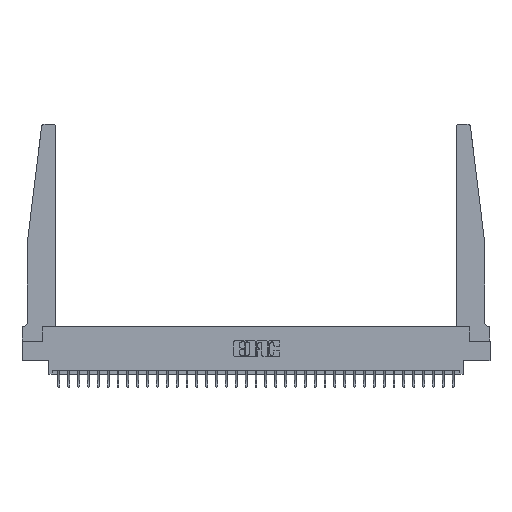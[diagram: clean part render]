
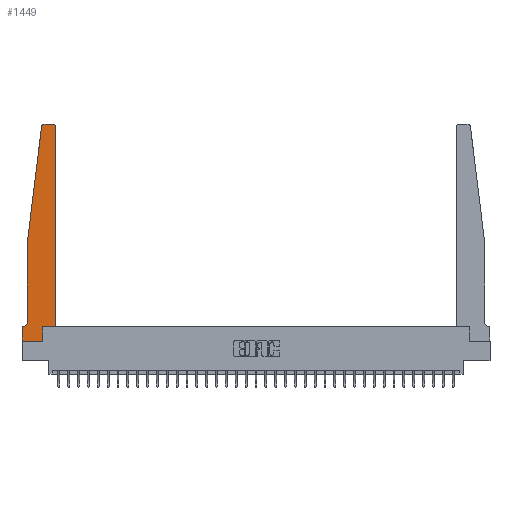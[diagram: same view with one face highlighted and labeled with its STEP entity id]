
A CAD part, top view. The second image highlights one B-rep face of the part: STEP entity #1449.
In plain terms, the highlighted planar face has unit normal (0, 0, 1).
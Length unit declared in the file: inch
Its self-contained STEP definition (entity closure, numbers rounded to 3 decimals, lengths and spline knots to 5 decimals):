
#7 = CARTESIAN_POINT ( 'NONE',  ( 0.395, 2.72, 0.37 ) ) ;
#947 = EDGE_CURVE ( 'NONE', #29634, #16455, #6004, .T. ) ;
#978 = AXIS2_PLACEMENT_3D ( 'NONE', #18407, #20900, #6144 ) ;
#1030 = LINE ( 'NONE', #7408, #6877 ) ;
#1130 = PLANE ( 'NONE',  #978 ) ;
#1449 = ADVANCED_FACE ( 'NONE', ( #23445 ), #1130, .T. ) ;
#1575 = EDGE_CURVE ( 'NONE', #14634, #11266, #27358, .T. ) ;
#1680 = EDGE_CURVE ( 'NONE', #5890, #11315, #3733, .T. ) ;
#1894 = DIRECTION ( 'NONE',  ( 0., 1., 0. ) ) ;
#1951 = VECTOR ( 'NONE', #27708, 39.37008 ) ;
#2094 = VECTOR ( 'NONE', #31799, 39.37008 ) ;
#2178 = ORIENTED_EDGE ( 'NONE', *, *, #29385, .T. ) ;
#2509 = DIRECTION ( 'NONE',  ( 1., 0., 0. ) ) ;
#2794 = EDGE_CURVE ( 'NONE', #18866, #29747, #7900, .T. ) ;
#3038 = CARTESIAN_POINT ( 'NONE',  ( 0.065, 1.25, 0.37 ) ) ;
#3112 = CIRCLE ( 'NONE', #3625, 0.05 ) ;
#3625 = AXIS2_PLACEMENT_3D ( 'NONE', #28975, #14154, #31441 ) ;
#3733 = LINE ( 'NONE', #4288, #29267 ) ;
#3870 = DIRECTION ( 'NONE',  ( 0., -1., 0. ) ) ;
#4137 = DIRECTION ( 'NONE',  ( 0., -1., 0. ) ) ;
#4288 = CARTESIAN_POINT ( 'NONE',  ( 0.425, 0.18, 0.37 ) ) ;
#5235 = VECTOR ( 'NONE', #14077, 39.37008 ) ;
#5890 = VERTEX_POINT ( 'NONE', #8796 ) ;
#6004 = LINE ( 'NONE', #6609, #5235 ) ;
#6144 = DIRECTION ( 'NONE',  ( 1., 0., 0. ) ) ;
#6507 = VERTEX_POINT ( 'NONE', #30694 ) ;
#6609 = CARTESIAN_POINT ( 'NONE',  ( 0.2605, 0.18, 0.37 ) ) ;
#6792 = CARTESIAN_POINT ( 'NONE',  ( 0.065, 0.2375, 0.37 ) ) ;
#6877 = VECTOR ( 'NONE', #29668, 39.37008 ) ;
#7408 = CARTESIAN_POINT ( 'NONE',  ( 0.425, 0.18, 0.37 ) ) ;
#7605 = LINE ( 'NONE', #13889, #13438 ) ;
#7811 = EDGE_CURVE ( 'NONE', #22823, #24607, #3112, .T. ) ;
#7900 = LINE ( 'NONE', #21507, #26095 ) ;
#7973 = ORIENTED_EDGE ( 'NONE', *, *, #1575, .T. ) ;
#8189 = CARTESIAN_POINT ( 'NONE',  ( 0., 0.1875, 0.37 ) ) ;
#8796 = CARTESIAN_POINT ( 'NONE',  ( 0.425, 0.18, 0.37 ) ) ;
#9161 = CARTESIAN_POINT ( 'NONE',  ( 0.015, 0.1875, 0.37 ) ) ;
#9541 = ORIENTED_EDGE ( 'NONE', *, *, #7811, .T. ) ;
#9722 = EDGE_CURVE ( 'NONE', #6507, #18866, #30444, .T. ) ;
#9910 = ORIENTED_EDGE ( 'NONE', *, *, #1680, .T. ) ;
#10683 = ORIENTED_EDGE ( 'NONE', *, *, #31418, .T. ) ;
#11266 = VERTEX_POINT ( 'NONE', #13842 ) ;
#11315 = VERTEX_POINT ( 'NONE', #11661 ) ;
#11661 = CARTESIAN_POINT ( 'NONE',  ( 0.425, 2.72, 0.37 ) ) ;
#12034 = CARTESIAN_POINT ( 'NONE',  ( 0.25, 2.75, 0.37 ) ) ;
#12247 = ORIENTED_EDGE ( 'NONE', *, *, #947, .T. ) ;
#12575 = CARTESIAN_POINT ( 'NONE',  ( 0.2605, 0., 0.37 ) ) ;
#13039 = ORIENTED_EDGE ( 'NONE', *, *, #21918, .T. ) ;
#13310 = AXIS2_PLACEMENT_3D ( 'NONE', #7, #17295, #2509 ) ;
#13438 = VECTOR ( 'NONE', #23752, 39.37008 ) ;
#13842 = CARTESIAN_POINT ( 'NONE',  ( 0., 0., 0.37 ) ) ;
#13859 = EDGE_CURVE ( 'NONE', #11315, #19257, #28706, .T. ) ;
#13889 = CARTESIAN_POINT ( 'NONE',  ( 0., 0., 0.37 ) ) ;
#13959 = DIRECTION ( 'NONE',  ( 0., 0., 1. ) ) ;
#14077 = DIRECTION ( 'NONE',  ( 0., 1., 0. ) ) ;
#14154 = DIRECTION ( 'NONE',  ( 0., 0., -1. ) ) ;
#14634 = VERTEX_POINT ( 'NONE', #8189 ) ;
#15120 = LINE ( 'NONE', #25196, #1951 ) ;
#15691 = ORIENTED_EDGE ( 'NONE', *, *, #30977, .T. ) ;
#16379 = CARTESIAN_POINT ( 'NONE',  ( 0.24675, 2.72367, 0.37 ) ) ;
#16397 = EDGE_CURVE ( 'NONE', #19257, #6507, #28417, .T. ) ;
#16455 = VERTEX_POINT ( 'NONE', #29523 ) ;
#17295 = DIRECTION ( 'NONE',  ( 0., 0., 1. ) ) ;
#18407 = CARTESIAN_POINT ( 'NONE',  ( 0., 0.1875, 0.37 ) ) ;
#18866 = VERTEX_POINT ( 'NONE', #16379 ) ;
#19245 = LINE ( 'NONE', #21405, #30117 ) ;
#19257 = VERTEX_POINT ( 'NONE', #25339 ) ;
#20682 = ORIENTED_EDGE ( 'NONE', *, *, #13859, .T. ) ;
#20900 = DIRECTION ( 'NONE',  ( 0., 0., 1. ) ) ;
#21405 = CARTESIAN_POINT ( 'NONE',  ( 0.065, 1.25, 0.37 ) ) ;
#21507 = CARTESIAN_POINT ( 'NONE',  ( 0.065, 1.25, 0.37 ) ) ;
#21918 = EDGE_CURVE ( 'NONE', #24607, #14634, #15120, .T. ) ;
#22823 = VERTEX_POINT ( 'NONE', #6792 ) ;
#23445 = FACE_OUTER_BOUND ( 'NONE', #30051, .T. ) ;
#23752 = DIRECTION ( 'NONE',  ( 1., 0., 0. ) ) ;
#24417 = DIRECTION ( 'NONE',  ( -0.122, -0.992, 0. ) ) ;
#24607 = VERTEX_POINT ( 'NONE', #9161 ) ;
#24986 = ORIENTED_EDGE ( 'NONE', *, *, #16397, .T. ) ;
#25196 = CARTESIAN_POINT ( 'NONE',  ( 0.065, 0.1875, 0.37 ) ) ;
#25339 = CARTESIAN_POINT ( 'NONE',  ( 0.395, 2.75, 0.37 ) ) ;
#25786 = VECTOR ( 'NONE', #3870, 39.37008 ) ;
#26095 = VECTOR ( 'NONE', #24417, 39.37008 ) ;
#27358 = LINE ( 'NONE', #31216, #25786 ) ;
#27708 = DIRECTION ( 'NONE',  ( -1., 0., 0. ) ) ;
#28417 = LINE ( 'NONE', #12034, #2094 ) ;
#28706 = CIRCLE ( 'NONE', #13310, 0.03 ) ;
#28769 = CARTESIAN_POINT ( 'NONE',  ( 0.27653, 2.72, 0.37 ) ) ;
#28975 = CARTESIAN_POINT ( 'NONE',  ( 0.015, 0.2375, 0.37 ) ) ;
#29267 = VECTOR ( 'NONE', #1894, 39.37008 ) ;
#29270 = ORIENTED_EDGE ( 'NONE', *, *, #9722, .T. ) ;
#29385 = EDGE_CURVE ( 'NONE', #29747, #22823, #19245, .T. ) ;
#29523 = CARTESIAN_POINT ( 'NONE',  ( 0.2605, 0.18, 0.37 ) ) ;
#29634 = VERTEX_POINT ( 'NONE', #12575 ) ;
#29668 = DIRECTION ( 'NONE',  ( 1., 0., 0. ) ) ;
#29747 = VERTEX_POINT ( 'NONE', #3038 ) ;
#30035 = ORIENTED_EDGE ( 'NONE', *, *, #2794, .T. ) ;
#30051 = EDGE_LOOP ( 'NONE', ( #24986, #29270, #30035, #2178, #9541, #13039, #7973, #10683, #12247, #15691, #9910, #20682 ) ) ;
#30117 = VECTOR ( 'NONE', #4137, 39.37008 ) ;
#30444 = CIRCLE ( 'NONE', #31461, 0.03 ) ;
#30694 = CARTESIAN_POINT ( 'NONE',  ( 0.27653, 2.75, 0.37 ) ) ;
#30977 = EDGE_CURVE ( 'NONE', #16455, #5890, #1030, .T. ) ;
#31216 = CARTESIAN_POINT ( 'NONE',  ( 0., 0., 0.37 ) ) ;
#31244 = DIRECTION ( 'NONE',  ( 1., 0., 0. ) ) ;
#31418 = EDGE_CURVE ( 'NONE', #11266, #29634, #7605, .T. ) ;
#31441 = DIRECTION ( 'NONE',  ( -1., 0., 0. ) ) ;
#31461 = AXIS2_PLACEMENT_3D ( 'NONE', #28769, #13959, #31244 ) ;
#31799 = DIRECTION ( 'NONE',  ( -1., 0., 0. ) ) ;
